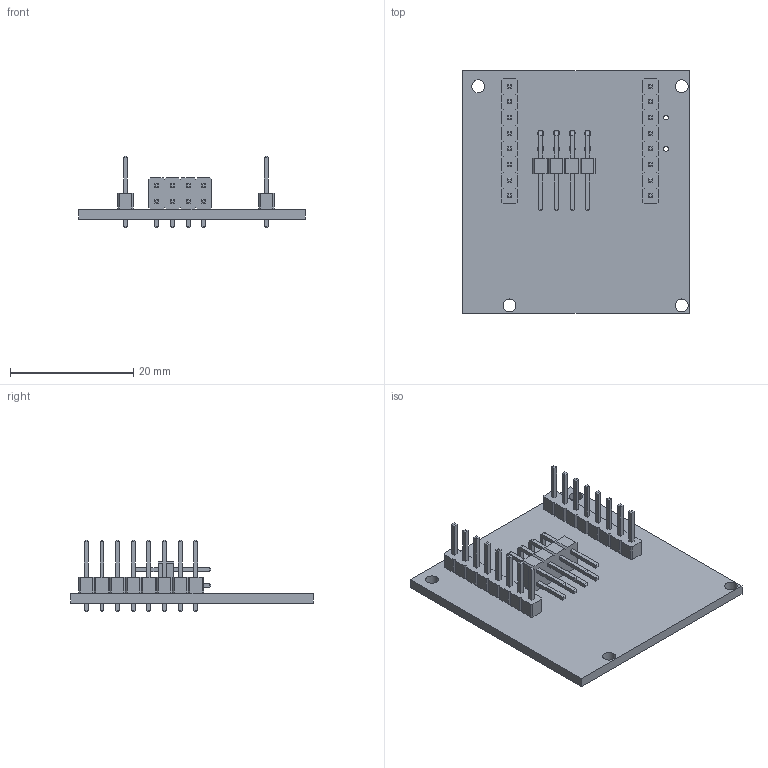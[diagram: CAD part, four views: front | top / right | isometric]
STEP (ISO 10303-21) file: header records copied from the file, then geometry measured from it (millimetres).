
FILE_DESCRIPTION(('KiCad electronic assembly'),'2;1');
FILE_NAME('esp32camturrent.step','2021-04-13T02:26:40',('An Author'),( 'A Company'),'Open CASCADE STEP processor 7.5', 'KiCad to STEP converter','Unknown');
FILE_SCHEMA(('AUTOMOTIVE_DESIGN { 1 0 10303 214 1 1 1 1 }'));
Length unit declared in the file: millimetre
Products named in the file (6): Open CASCADE STEP translator 7.5 1; PinHeader_1x08_P2.54mm_Vertical; SOLID; PinHeader_2x04_P2.54mm_Horizontal; COMPOUND
Assembly tree (6 placements, depth 3):
  Open CASCADE STEP translator 7.5 1
    PinHeader_1x08_P2.54mm_Vertical  x2
      SOLID
    PinHeader_2x04_P2.54mm_Horizontal
      SOLID
    COMPOUND
Bounding box: 36.83 x 39.37 x 11.54 mm (x, y, z)
Volume: 2757.1 mm3; surface area: 4520.3 mm2
Topology: 4 solids, 4 shells, 624 faces, 1512 edges, 944 vertices
Faces by surface type: plane 586, cylinder 38
Full cylindrical faces by diameter (mm): 0.762 x2, 1 x24, 2.1 x4
Entity records: 28895 total; most frequent: CARTESIAN_POINT 4573, DIRECTION 4012, LINE 2974, VECTOR 2974, ORIENTED_EDGE 2084, PCURVE 2084, DEFINITIONAL_REPRESENTATION 2084, EDGE_CURVE 1042
